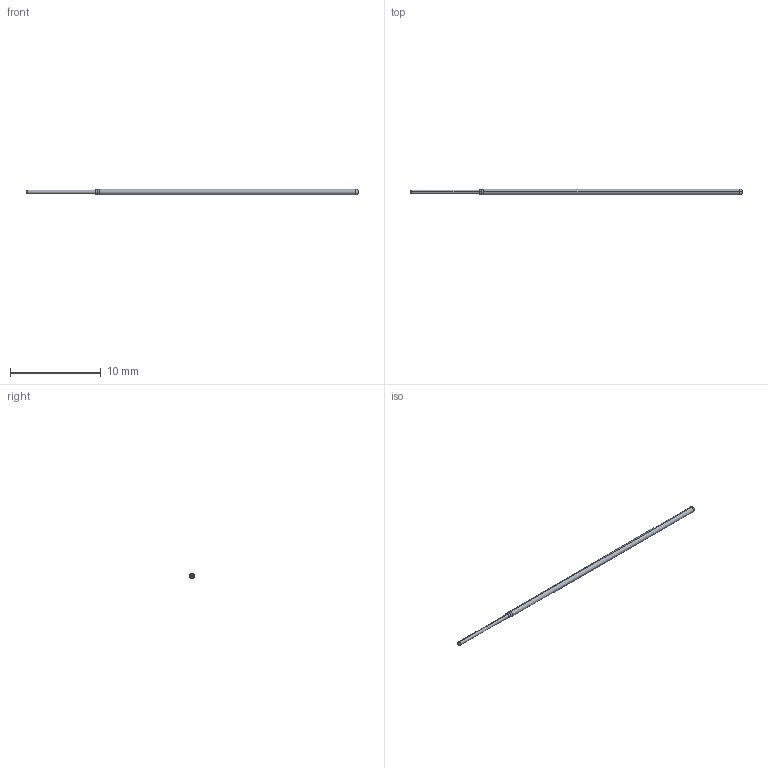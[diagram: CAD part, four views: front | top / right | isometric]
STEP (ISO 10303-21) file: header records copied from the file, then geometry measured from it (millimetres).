
FILE_DESCRIPTION (( 'STEP AP214' ), '1' );
FILE_NAME ('039-PRP2540_.STEP', '2016-03-31T16:46:19', ( 'spare' ), ( '' ), 'SwSTEP 2.0', 'SolidWorks 2016', '' );
FILE_SCHEMA (( 'AUTOMOTIVE_DESIGN' ));
Length unit declared in the file: inch
Products named in the file (1): 039-PRP2540_
Bounding box: 36.5 x 0.62 x 0.62 mm (x, y, z)
Volume: 9.6 mm3; surface area: 65.8 mm2
Topology: 1 solids, 1 shells, 15 faces, 28 edges, 16 vertices
Faces by surface type: cylinder 6, torus 4, plane 3, cone 2
Entity records: 613 total; most frequent: DIRECTION 80, CARTESIAN_POINT 60, ORIENTED_EDGE 56, AXIS2_PLACEMENT_3D 36, EDGE_CURVE 28, CIRCLE 20, LENGTH_MEASURE_WITH_UNIT 18, UNCERTAINTY_MEASURE_WITH_UNIT 18
